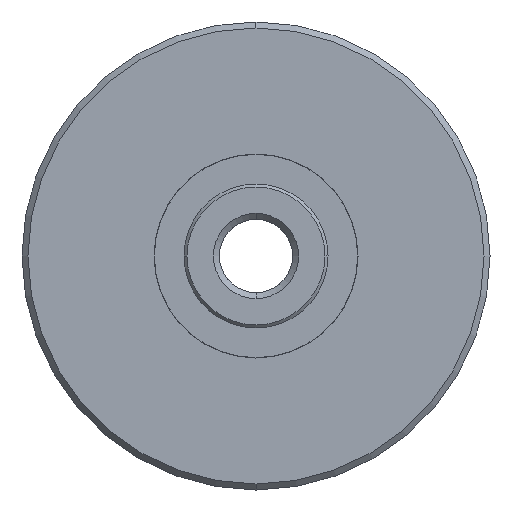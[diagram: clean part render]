
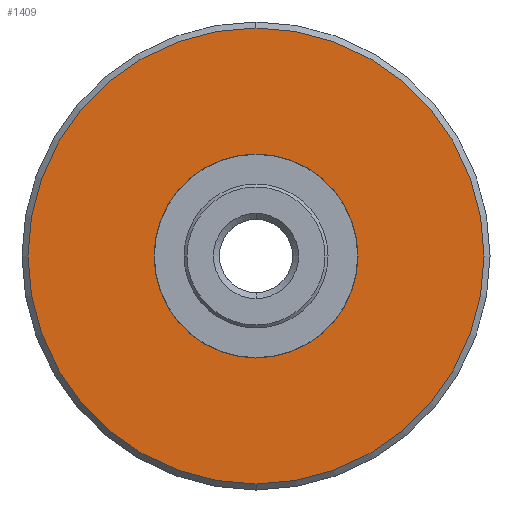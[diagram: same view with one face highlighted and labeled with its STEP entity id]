
A CAD part, left-side view. The second image highlights one B-rep face of the part: STEP entity #1409.
In plain terms, the highlighted planar face has unit normal (-1, 0, 0).
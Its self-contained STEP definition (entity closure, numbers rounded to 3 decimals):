
#5 = ORIENTED_EDGE ( 'NONE', *, *, #1451, .F. ) ;
#207 = EDGE_LOOP ( 'NONE', ( #1372, #1410 ) ) ;
#550 = DIRECTION ( 'NONE',  ( -1., 0., 0. ) ) ;
#618 = DIRECTION ( 'NONE',  ( 0., 0., 1. ) ) ;
#1366 = EDGE_CURVE ( 'NONE', #1390, #1432, #1496, .T. ) ;
#1372 = ORIENTED_EDGE ( 'NONE', *, *, #1373, .T. ) ;
#1373 = EDGE_CURVE ( 'NONE', #1465, #1443, #1500, .T. ) ;
#1376 = ORIENTED_EDGE ( 'NONE', *, *, #1366, .F. ) ;
#1390 = VERTEX_POINT ( 'NONE', #1657 ) ;
#1409 = ADVANCED_FACE ( 'NONE', ( #1629, #1665 ), #1623, .F. ) ;
#1410 = ORIENTED_EDGE ( 'NONE', *, *, #1411, .T. ) ;
#1411 = EDGE_CURVE ( 'NONE', #1443, #1465, #1622, .T. ) ;
#1424 = EDGE_LOOP ( 'NONE', ( #5, #1376 ) ) ;
#1432 = VERTEX_POINT ( 'NONE', #1603 ) ;
#1443 = VERTEX_POINT ( 'NONE', #1557 ) ;
#1451 = EDGE_CURVE ( 'NONE', #1432, #1390, #1549, .T. ) ;
#1465 = VERTEX_POINT ( 'NONE', #1835 ) ;
#1489 = DIRECTION ( 'NONE',  ( 0., 0., -1. ) ) ;
#1490 = DIRECTION ( 'NONE',  ( -1., 0., 0. ) ) ;
#1491 = AXIS2_PLACEMENT_3D ( 'NONE', #1563, #1490, #1489 ) ;
#1496 = CIRCLE ( 'NONE', #1636, 17. ) ;
#1497 = DIRECTION ( 'NONE',  ( -1., 0., 0. ) ) ;
#1500 = CIRCLE ( 'NONE', #1491, 38. ) ;
#1501 = CARTESIAN_POINT ( 'NONE',  ( 0., 0., 0. ) ) ;
#1503 = DIRECTION ( 'NONE',  ( 0., 0., 1. ) ) ;
#1537 = CARTESIAN_POINT ( 'NONE',  ( 0., 17., 0. ) ) ;
#1548 = AXIS2_PLACEMENT_3D ( 'NONE', #1553, #550, #618 ) ;
#1549 = CIRCLE ( 'NONE', #1548, 17. ) ;
#1553 = CARTESIAN_POINT ( 'NONE',  ( 0., 0., 0. ) ) ;
#1557 = CARTESIAN_POINT ( 'NONE',  ( 0., 0., 38. ) ) ;
#1563 = CARTESIAN_POINT ( 'NONE',  ( 0., 0., 0. ) ) ;
#1603 = CARTESIAN_POINT ( 'NONE',  ( 0., 0., 17. ) ) ;
#1622 = CIRCLE ( 'NONE', #1645, 38. ) ;
#1623 = PLANE ( 'NONE',  #1633 ) ;
#1629 = FACE_OUTER_BOUND ( 'NONE', #207, .T. ) ;
#1633 = AXIS2_PLACEMENT_3D ( 'NONE', #1537, #1649, #1648 ) ;
#1636 = AXIS2_PLACEMENT_3D ( 'NONE', #1501, #1497, #1503 ) ;
#1642 = DIRECTION ( 'NONE',  ( 0., 0., -1. ) ) ;
#1643 = DIRECTION ( 'NONE',  ( -1., 0., 0. ) ) ;
#1644 = CARTESIAN_POINT ( 'NONE',  ( 0., 0., 0. ) ) ;
#1645 = AXIS2_PLACEMENT_3D ( 'NONE', #1644, #1643, #1642 ) ;
#1648 = DIRECTION ( 'NONE',  ( 0., 0., -1. ) ) ;
#1649 = DIRECTION ( 'NONE',  ( 1., 0., 0. ) ) ;
#1657 = CARTESIAN_POINT ( 'NONE',  ( 0., 0., -17. ) ) ;
#1665 = FACE_BOUND ( 'NONE', #1424, .T. ) ;
#1835 = CARTESIAN_POINT ( 'NONE',  ( 0., 0., -38. ) ) ;
